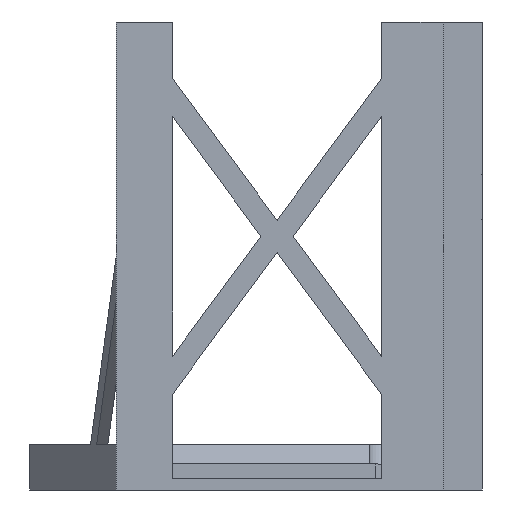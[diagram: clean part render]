
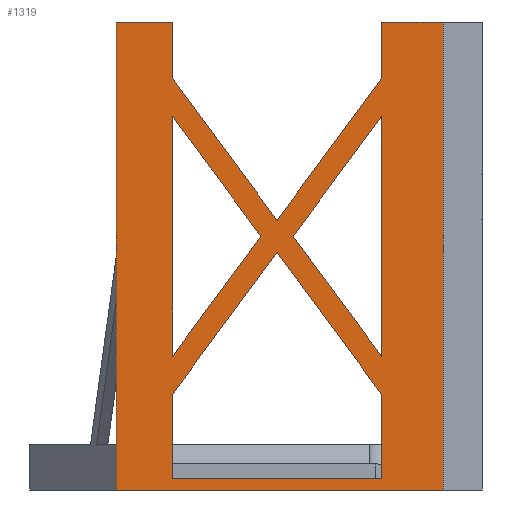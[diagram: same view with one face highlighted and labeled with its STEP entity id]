
A CAD part, left-side view. The second image highlights one B-rep face of the part: STEP entity #1319.
In plain terms, the highlighted planar face has unit normal (-1, 0, 0).
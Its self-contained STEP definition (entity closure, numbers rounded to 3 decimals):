
#19=FACE_BOUND('',#163,.T.);
#20=FACE_BOUND('',#164,.T.);
#21=FACE_BOUND('',#165,.T.);
#100=FACE_OUTER_BOUND('',#162,.T.);
#162=EDGE_LOOP('',(#1144,#1145,#1146,#1147,#1148,#1149,#1150,#1151,#1152));
#163=EDGE_LOOP('',(#1153,#1154,#1155));
#164=EDGE_LOOP('',(#1156,#1157,#1158,#1159,#1160));
#165=EDGE_LOOP('',(#1161,#1162,#1163));
#174=LINE('',#1715,#349);
#178=LINE('',#1724,#353);
#182=LINE('',#1732,#357);
#185=LINE('',#1739,#360);
#189=LINE('',#1747,#364);
#192=LINE('',#1754,#367);
#196=LINE('',#1762,#371);
#199=LINE('',#1768,#374);
#282=LINE('',#2084,#457);
#286=LINE('',#2090,#461);
#287=LINE('',#2091,#462);
#289=LINE('',#2095,#464);
#300=LINE('',#2116,#475);
#301=LINE('',#2118,#476);
#305=LINE('',#2124,#480);
#314=LINE('',#2141,#489);
#326=LINE('',#2165,#501);
#337=LINE('',#2186,#512);
#338=LINE('',#2189,#513);
#339=LINE('',#2190,#514);
#349=VECTOR('',#1411,10.);
#353=VECTOR('',#1417,10.);
#357=VECTOR('',#1423,10.);
#360=VECTOR('',#1428,10.);
#364=VECTOR('',#1434,10.);
#367=VECTOR('',#1439,10.);
#371=VECTOR('',#1445,10.);
#374=VECTOR('',#1450,10.);
#457=VECTOR('',#1585,10.);
#461=VECTOR('',#1589,10.);
#462=VECTOR('',#1590,10.);
#464=VECTOR('',#1594,10.);
#475=VECTOR('',#1613,10.);
#476=VECTOR('',#1614,10.);
#480=VECTOR('',#1618,10.);
#489=VECTOR('',#1635,10.);
#501=VECTOR('',#1659,10.);
#512=VECTOR('',#1680,10.);
#513=VECTOR('',#1683,10.);
#514=VECTOR('',#1684,10.);
#524=VERTEX_POINT('',#1713);
#525=VERTEX_POINT('',#1714);
#528=VERTEX_POINT('',#1722);
#529=VERTEX_POINT('',#1723);
#532=VERTEX_POINT('',#1731);
#534=VERTEX_POINT('',#1737);
#535=VERTEX_POINT('',#1738);
#538=VERTEX_POINT('',#1746);
#540=VERTEX_POINT('',#1752);
#541=VERTEX_POINT('',#1753);
#544=VERTEX_POINT('',#1761);
#546=VERTEX_POINT('',#1767);
#613=VERTEX_POINT('',#2083);
#615=VERTEX_POINT('',#2088);
#616=VERTEX_POINT('',#2093);
#623=VERTEX_POINT('',#2117);
#625=VERTEX_POINT('',#2122);
#635=VERTEX_POINT('',#2164);
#640=VERTEX_POINT('',#2184);
#641=VERTEX_POINT('',#2188);
#645=EDGE_CURVE('',#524,#525,#174,.T.);
#649=EDGE_CURVE('',#528,#529,#178,.T.);
#653=EDGE_CURVE('',#529,#532,#182,.T.);
#656=EDGE_CURVE('',#534,#535,#185,.T.);
#660=EDGE_CURVE('',#538,#534,#189,.T.);
#663=EDGE_CURVE('',#540,#541,#192,.T.);
#667=EDGE_CURVE('',#544,#540,#196,.T.);
#670=EDGE_CURVE('',#546,#524,#199,.T.);
#767=EDGE_CURVE('',#613,#528,#282,.T.);
#771=EDGE_CURVE('',#544,#615,#286,.T.);
#772=EDGE_CURVE('',#525,#546,#287,.T.);
#774=EDGE_CURVE('',#616,#615,#289,.T.);
#785=EDGE_CURVE('',#535,#538,#300,.T.);
#786=EDGE_CURVE('',#541,#623,#301,.T.);
#790=EDGE_CURVE('',#625,#532,#305,.T.);
#799=EDGE_CURVE('',#613,#625,#314,.T.);
#811=EDGE_CURVE('',#623,#635,#326,.T.);
#822=EDGE_CURVE('',#640,#616,#337,.T.);
#823=EDGE_CURVE('',#641,#640,#338,.T.);
#824=EDGE_CURVE('',#641,#635,#339,.T.);
#1144=ORIENTED_EDGE('',*,*,#663,.F.);
#1145=ORIENTED_EDGE('',*,*,#667,.F.);
#1146=ORIENTED_EDGE('',*,*,#771,.T.);
#1147=ORIENTED_EDGE('',*,*,#774,.F.);
#1148=ORIENTED_EDGE('',*,*,#822,.F.);
#1149=ORIENTED_EDGE('',*,*,#823,.F.);
#1150=ORIENTED_EDGE('',*,*,#824,.T.);
#1151=ORIENTED_EDGE('',*,*,#811,.F.);
#1152=ORIENTED_EDGE('',*,*,#786,.F.);
#1153=ORIENTED_EDGE('',*,*,#772,.T.);
#1154=ORIENTED_EDGE('',*,*,#670,.T.);
#1155=ORIENTED_EDGE('',*,*,#645,.T.);
#1156=ORIENTED_EDGE('',*,*,#649,.T.);
#1157=ORIENTED_EDGE('',*,*,#653,.T.);
#1158=ORIENTED_EDGE('',*,*,#790,.F.);
#1159=ORIENTED_EDGE('',*,*,#799,.F.);
#1160=ORIENTED_EDGE('',*,*,#767,.T.);
#1161=ORIENTED_EDGE('',*,*,#656,.F.);
#1162=ORIENTED_EDGE('',*,*,#660,.F.);
#1163=ORIENTED_EDGE('',*,*,#785,.F.);
#1257=PLANE('',#1396);
#1319=ADVANCED_FACE('',(#100,#19,#20,#21),#1257,.T.);
#1396=AXIS2_PLACEMENT_3D('',#2187,#1681,#1682);
#1411=DIRECTION('',(0.,0.593,-0.805));
#1417=DIRECTION('',(0.,-0.593,0.805));
#1423=DIRECTION('',(0.,-0.593,-0.805));
#1428=DIRECTION('',(0.,-0.593,-0.805));
#1434=DIRECTION('',(0.,0.593,-0.805));
#1439=DIRECTION('',(0.,-0.593,0.805));
#1445=DIRECTION('',(0.,-0.593,-0.805));
#1450=DIRECTION('',(0.,-0.593,-0.805));
#1585=DIRECTION('',(0.,0.,1.));
#1589=DIRECTION('',(0.,0.,1.));
#1590=DIRECTION('',(0.,0.,1.));
#1594=DIRECTION('',(0.,-1.,0.));
#1613=DIRECTION('',(0.,0.,1.));
#1614=DIRECTION('',(0.,0.,1.));
#1618=DIRECTION('',(0.,0.,1.));
#1635=DIRECTION('',(0.,-1.,0.));
#1659=DIRECTION('',(0.,-1.,0.));
#1680=DIRECTION('',(0.,0.,1.));
#1681=DIRECTION('center_axis',(-1.,0.,0.));
#1682=DIRECTION('ref_axis',(0.,1.,0.));
#1683=DIRECTION('',(0.,1.,0.));
#1684=DIRECTION('',(0.,0.,1.));
#1713=CARTESIAN_POINT('',(-81.076,-22.674,4.072));
#1714=CARTESIAN_POINT('',(-81.076,-7.,-17.188));
#1715=CARTESIAN_POINT('',(-81.076,-22.674,4.072));
#1722=CARTESIAN_POINT('',(-81.076,-7.,-23.928));
#1723=CARTESIAN_POINT('',(-81.076,-25.534,1.211));
#1724=CARTESIAN_POINT('',(-81.076,-7.,-23.928));
#1731=CARTESIAN_POINT('',(-81.076,-44.068,-23.928));
#1732=CARTESIAN_POINT('',(-81.076,-25.534,1.211));
#1737=CARTESIAN_POINT('',(-81.076,-28.395,4.072));
#1738=CARTESIAN_POINT('',(-81.076,-44.068,-17.188));
#1739=CARTESIAN_POINT('',(-81.076,-28.395,4.072));
#1746=CARTESIAN_POINT('',(-81.076,-44.068,25.331));
#1747=CARTESIAN_POINT('',(-81.076,-44.068,25.331));
#1752=CARTESIAN_POINT('',(-81.076,-25.534,6.932));
#1753=CARTESIAN_POINT('',(-81.076,-44.068,32.072));
#1754=CARTESIAN_POINT('',(-81.076,-25.534,6.932));
#1761=CARTESIAN_POINT('',(-81.076,-7.,32.072));
#1762=CARTESIAN_POINT('',(-81.076,-7.,32.072));
#1767=CARTESIAN_POINT('',(-81.076,-7.,25.331));
#1768=CARTESIAN_POINT('',(-81.076,-7.,25.331));
#2083=CARTESIAN_POINT('',(-81.076,-7.,-38.928));
#2084=CARTESIAN_POINT('',(-81.076,-7.,-38.928));
#2088=CARTESIAN_POINT('',(-81.076,-7.,42.072));
#2090=CARTESIAN_POINT('',(-81.076,-7.,-38.928));
#2091=CARTESIAN_POINT('',(-81.076,-7.,-38.928));
#2093=CARTESIAN_POINT('',(-81.076,3.,42.072));
#2095=CARTESIAN_POINT('',(-81.076,3.,42.072));
#2116=CARTESIAN_POINT('',(-81.076,-44.068,-38.928));
#2117=CARTESIAN_POINT('',(-81.076,-44.068,42.072));
#2118=CARTESIAN_POINT('',(-81.076,-44.068,-38.928));
#2122=CARTESIAN_POINT('',(-81.076,-44.068,-38.928));
#2124=CARTESIAN_POINT('',(-81.076,-44.068,-38.928));
#2141=CARTESIAN_POINT('',(-81.076,3.,-38.928));
#2164=CARTESIAN_POINT('',(-81.076,-55.016,42.072));
#2165=CARTESIAN_POINT('',(-81.076,3.,42.072));
#2184=CARTESIAN_POINT('',(-81.076,3.,-40.928));
#2186=CARTESIAN_POINT('',(-81.076,3.,-38.928));
#2187=CARTESIAN_POINT('Origin',(-81.076,-55.016,-38.928));
#2188=CARTESIAN_POINT('',(-81.076,-55.016,-40.928));
#2189=CARTESIAN_POINT('',(-81.076,3.,-40.928));
#2190=CARTESIAN_POINT('',(-81.076,-55.016,-38.928));
